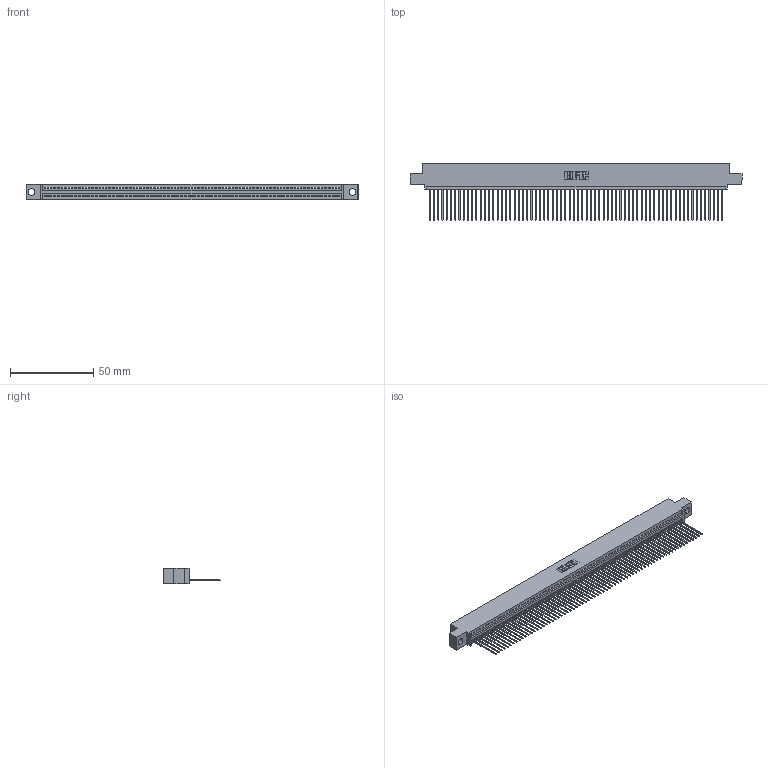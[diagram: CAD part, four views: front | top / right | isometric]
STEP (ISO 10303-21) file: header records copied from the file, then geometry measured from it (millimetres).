
FILE_DESCRIPTION (( 'STEP AP203' ), '1' );
FILE_NAME ('395-070-541-404.STEP', '2021-05-31T22:20:28', ( '' ), ( '' ), 'SwSTEP 2.0', 'SolidWorks 2020', '' );
FILE_SCHEMA (( 'CONFIG_CONTROL_DESIGN' ));
Length unit declared in the file: inch
Products named in the file (3): 345 Part_0.110 Offset - 0.156 Dia-TI; 345-292-001_345-293-141; 395-070-541-404
Assembly tree (71 placements, depth 2):
  395-070-541-404
    345 Part_0.110 Offset - 0.156 Dia-TI
    345-292-001_345-293-141  x70
Bounding box: 199.01 x 33.96 x 9.4 mm (x, y, z)
Volume: 19183.1 mm3; surface area: 27156.7 mm2
Topology: 71 solids, 71 shells, 4204 faces, 12709 edges, 8378 vertices
Faces by surface type: plane 2898, cylinder 1306
Entity records: 49483 total; most frequent: ORIENTED_EDGE 8582, CARTESIAN_POINT 8580, DIRECTION 7451, EDGE_CURVE 4291, VECTOR 3879, LINE 3879, VERTEX_POINT 2858, AXIS2_PLACEMENT_3D 1786
